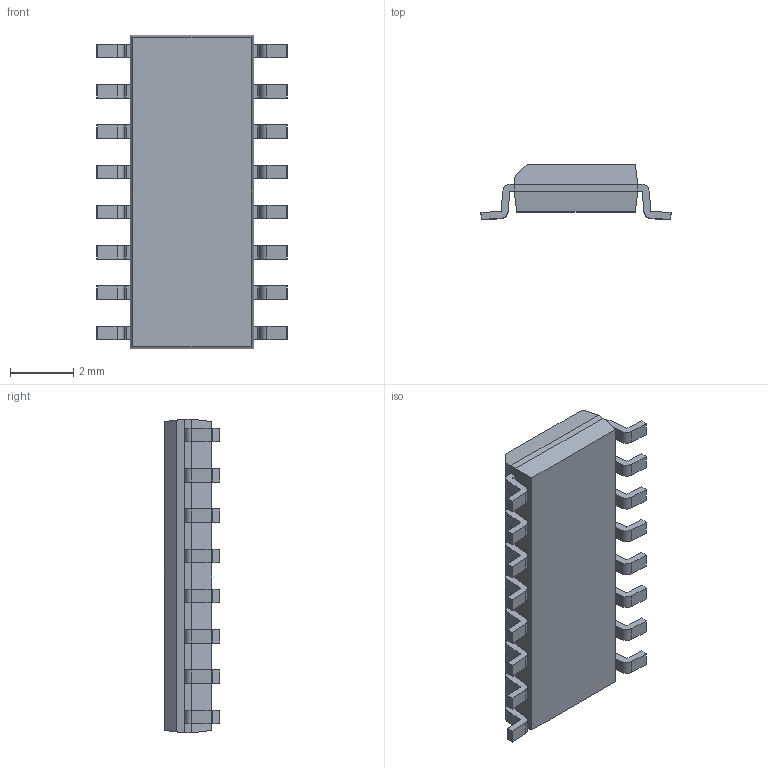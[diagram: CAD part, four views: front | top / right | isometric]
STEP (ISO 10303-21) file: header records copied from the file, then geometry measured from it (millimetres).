
FILE_DESCRIPTION (( 'STEP AP214' ), '1' );
FILE_NAME ('MC74HC597ADG.STEP', '2021-09-07T07:14:47', ( '' ), ( '' ), 'SwSTEP 2.0', 'SolidWorks 2017', '' );
FILE_SCHEMA (( 'AUTOMOTIVE_DESIGN' ));
Length unit declared in the file: millimetre
Products named in the file (1): MC74HC597ADG
Bounding box: 6 x 1.75 x 9.9 mm (x, y, z)
Volume: 58.5 mm3; surface area: 151.7 mm2
Topology: 18 solids, 18 shells, 246 faces, 619 edges, 410 vertices
Faces by surface type: plane 178, cylinder 68
Entity records: 7522 total; most frequent: CARTESIAN_POINT 1276, DIRECTION 1249, ORIENTED_EDGE 1238, EDGE_CURVE 619, VECTOR 483, LINE 483, VERTEX_POINT 410, AXIS2_PLACEMENT_3D 383
